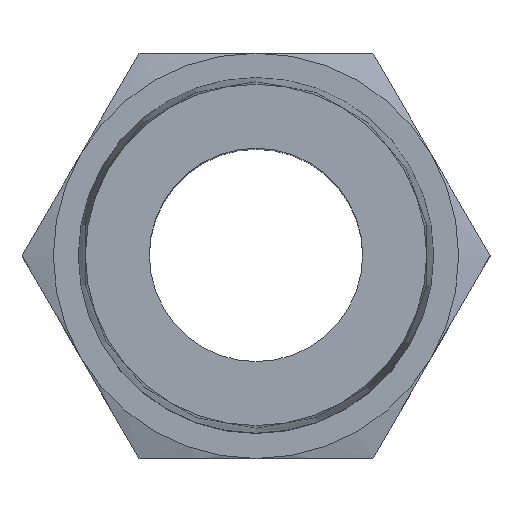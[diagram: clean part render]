
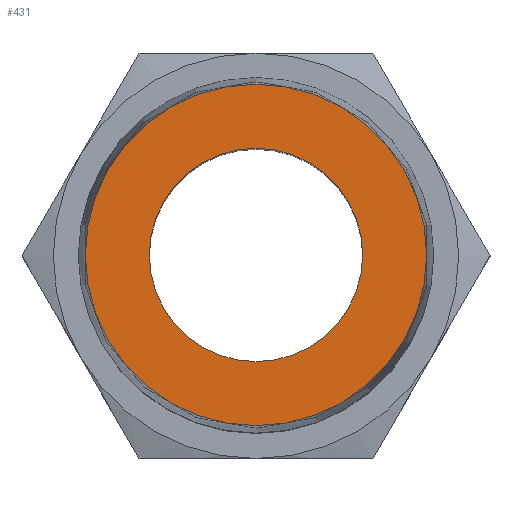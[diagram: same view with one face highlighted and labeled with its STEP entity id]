
A CAD part, top view. The second image highlights one B-rep face of the part: STEP entity #431.
In plain terms, the highlighted planar face has unit normal (0, 0, 1).
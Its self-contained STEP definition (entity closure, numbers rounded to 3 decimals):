
#81=ORIENTED_EDGE('',*,*,#195,.F.);
#82=ORIENTED_EDGE('',*,*,#196,.F.);
#195=EDGE_CURVE('',#252,#252,#291,.T.);
#196=EDGE_CURVE('',#253,#253,#292,.T.);
#252=VERTEX_POINT('',#677);
#253=VERTEX_POINT('',#679);
#291=CIRCLE('',#481,8.002);
#292=CIRCLE('',#482,5.);
#318=EDGE_LOOP('',(#81));
#319=EDGE_LOOP('',(#82));
#368=FACE_BOUND('',#318,.T.);
#369=FACE_BOUND('',#319,.T.);
#418=PLANE('',#480);
#431=ADVANCED_FACE('',(#368,#369),#418,.T.);
#480=AXIS2_PLACEMENT_3D('',#675,#544,#545);
#481=AXIS2_PLACEMENT_3D('',#676,#546,#547);
#482=AXIS2_PLACEMENT_3D('',#678,#548,#549);
#544=DIRECTION('',(0.,0.,1.));
#545=DIRECTION('',(0.,-1.,0.));
#546=DIRECTION('',(0.,0.,-1.));
#547=DIRECTION('',(0.,-1.,0.));
#548=DIRECTION('',(0.,0.,1.));
#549=DIRECTION('',(0.,-1.,0.));
#675=CARTESIAN_POINT('',(0.,0.,28.75));
#676=CARTESIAN_POINT('',(0.,0.,28.75));
#677=CARTESIAN_POINT('',(0.,-8.002,28.75));
#678=CARTESIAN_POINT('',(0.,0.,28.75));
#679=CARTESIAN_POINT('',(0.,-5.,28.75));
